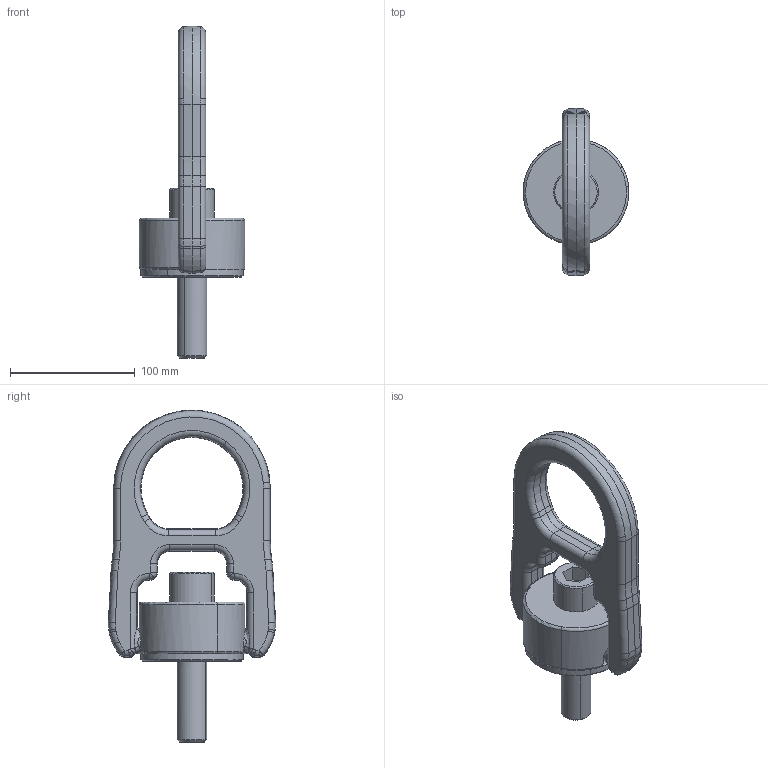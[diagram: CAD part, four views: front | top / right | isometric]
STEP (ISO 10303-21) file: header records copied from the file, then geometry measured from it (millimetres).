
FILE_DESCRIPTION(('CATIA V5 STEP Exchange'),'2;1');
FILE_NAME('8-203-042L.stp','2017-06-16T08:01:03+00:00',('none'),('none'),'CATIA Version 5 Release 21 GA (IN-10)','CATIA V5 STEP AP203','none');
FILE_SCHEMA(('CONFIG_CONTROL_DESIGN'));
Length unit declared in the file: millimetre
Products named in the file (1): 8-203-042L
Bounding box: 85 x 134.4 x 266.6 mm (x, y, z)
Volume: 548284 mm3; surface area: 79518.1 mm2
Topology: 1 solids, 1 shells, 288 faces, 685 edges, 397 vertices
Faces by surface type: plane 68, cylinder 64, cone 60, torus 48, bspline 28, revolution 16, sphere 4
Entity records: 11262 total; most frequent: CARTESIAN_POINT 5113, ORIENTED_EDGE 1362, DIRECTION 1022, EDGE_CURVE 681, AXIS2_PLACEMENT_3D 521, VERTEX_POINT 397, EDGE_LOOP 294, CIRCLE 291
